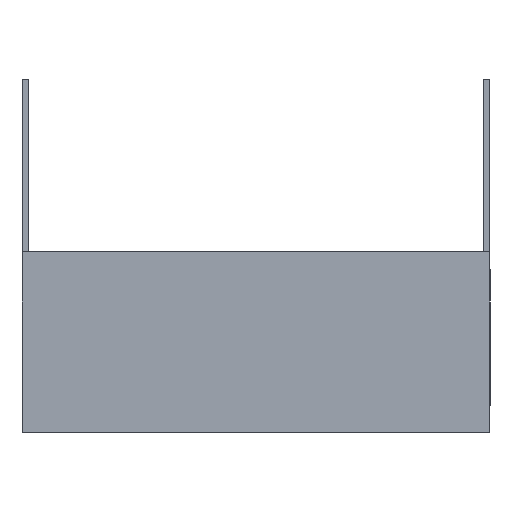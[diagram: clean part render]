
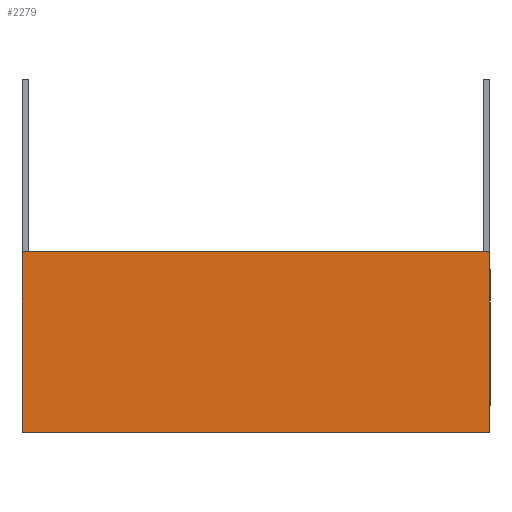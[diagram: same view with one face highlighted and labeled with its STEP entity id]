
A CAD part, left-side view. The second image highlights one B-rep face of the part: STEP entity #2279.
In plain terms, the highlighted planar face has unit normal (-1, 0, 0).
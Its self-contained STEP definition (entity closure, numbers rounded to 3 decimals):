
#347=FACE_OUTER_BOUND('',#457,.T.);
#457=EDGE_LOOP('',(#1605,#1606,#1607,#1608));
#701=LINE('',#3331,#887);
#702=LINE('',#3334,#888);
#703=LINE('',#3336,#889);
#704=LINE('',#3337,#890);
#887=VECTOR('',#2656,10.);
#888=VECTOR('',#2659,10.);
#889=VECTOR('',#2660,10.);
#890=VECTOR('',#2661,10.);
#1071=VERTEX_POINT('',#3327);
#1072=VERTEX_POINT('',#3329);
#1073=VERTEX_POINT('',#3333);
#1074=VERTEX_POINT('',#3335);
#1285=EDGE_CURVE('',#1072,#1071,#701,.T.);
#1286=EDGE_CURVE('',#1073,#1072,#702,.T.);
#1287=EDGE_CURVE('',#1073,#1074,#703,.T.);
#1288=EDGE_CURVE('',#1074,#1071,#704,.T.);
#1605=ORIENTED_EDGE('',*,*,#1286,.F.);
#1606=ORIENTED_EDGE('',*,*,#1287,.T.);
#1607=ORIENTED_EDGE('',*,*,#1288,.T.);
#1608=ORIENTED_EDGE('',*,*,#1285,.F.);
#2235=PLANE('',#2404);
#2279=ADVANCED_FACE('',(#347),#2235,.T.);
#2404=AXIS2_PLACEMENT_3D('',#3332,#2657,#2658);
#2656=DIRECTION('',(0.,-1.,0.));
#2657=DIRECTION('center_axis',(-1.,0.,0.));
#2658=DIRECTION('ref_axis',(0.,0.,1.));
#2659=DIRECTION('',(0.,0.,1.));
#2660=DIRECTION('',(0.,-1.,0.));
#2661=DIRECTION('',(0.,0.,1.));
#3327=CARTESIAN_POINT('',(-104.653,-67.774,22.122));
#3329=CARTESIAN_POINT('',(-104.653,66.853,22.122));
#3331=CARTESIAN_POINT('',(-104.653,66.853,22.122));
#3332=CARTESIAN_POINT('Origin',(-104.653,22.828,-27.878));
#3333=CARTESIAN_POINT('',(-104.653,66.853,-29.878));
#3334=CARTESIAN_POINT('',(-104.653,66.853,-27.878));
#3335=CARTESIAN_POINT('',(-104.653,-67.774,-29.878));
#3336=CARTESIAN_POINT('',(-104.653,19.653,-29.878));
#3337=CARTESIAN_POINT('',(-104.653,-67.774,-27.878));
